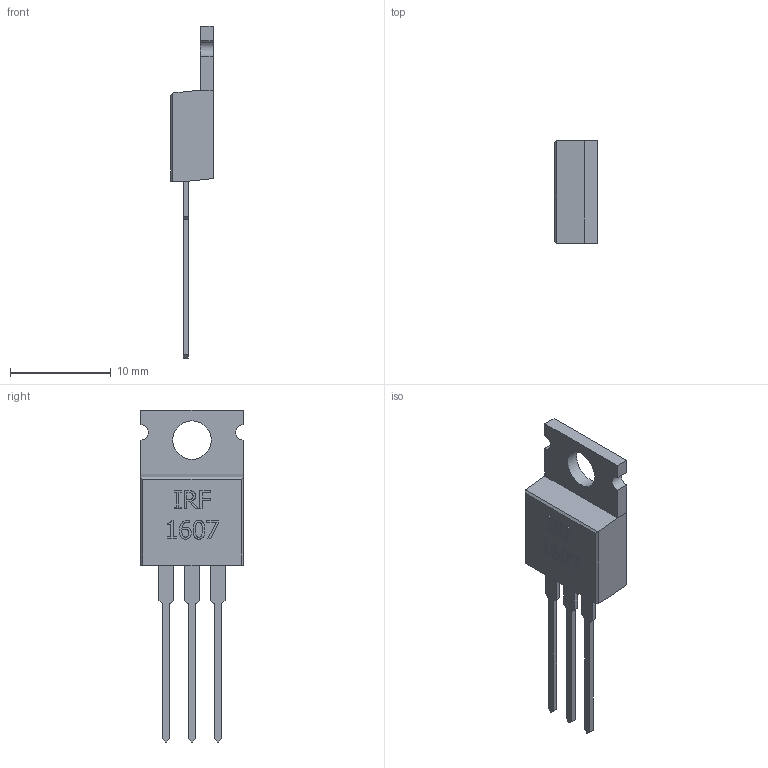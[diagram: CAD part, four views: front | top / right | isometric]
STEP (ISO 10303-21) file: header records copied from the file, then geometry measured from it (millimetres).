
FILE_DESCRIPTION( ( '' ), ' ' );
FILE_NAME( '5a14861f8091c70e8a25944d.step', '2017-11-21T20:01:35', ( '' ), ( '' ), ' ', ' ', ' ' );
FILE_SCHEMA( ( 'AUTOMOTIVE_DESIGN { 1 0 10303 214 1 1 1 1 }' ) );
Length unit declared in the file: metre
Products named in the file (1): Open CASCADE STEP translator 6.8 1
Bounding box: 4.21 x 10.16 x 32.89 mm (x, y, z)
Volume: 463.4 mm3; surface area: 611.5 mm2
Topology: 1 solids, 1 shells, 162 faces, 446 edges, 299 vertices
Faces by surface type: plane 120, extrusion 38, cylinder 3, bspline 1
Full cylindrical faces by diameter (mm): 3.81 x1
Entity records: 8979 total; most frequent: CARTESIAN_POINT 1462, ORIENTED_EDGE 890, DIRECTION 657, STYLED_ITEM 607, PRESENTATION_STYLE_ASSIGNMENT 607, COLOUR_RGB 607, EDGE_CURVE 445, CURVE_STYLE 445
